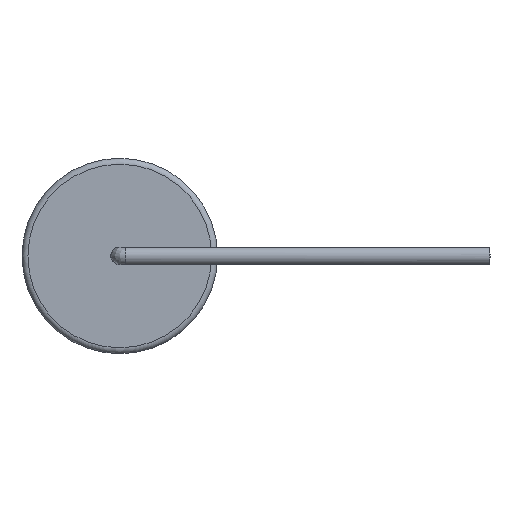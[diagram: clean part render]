
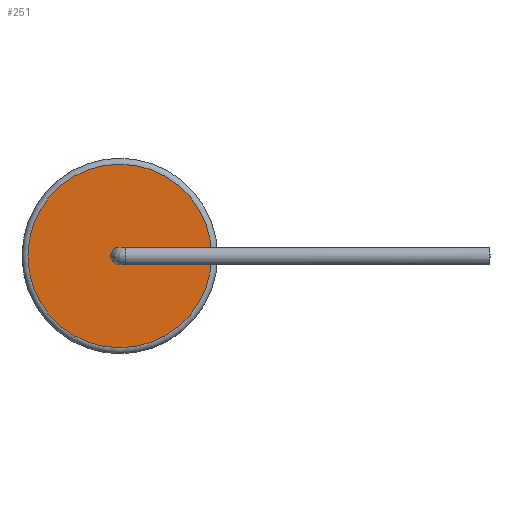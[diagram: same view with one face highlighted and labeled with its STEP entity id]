
A CAD part, left-side view. The second image highlights one B-rep face of the part: STEP entity #251.
In plain terms, the highlighted planar face has unit normal (-1, 0, 0).
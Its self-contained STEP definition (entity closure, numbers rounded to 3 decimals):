
#20=FACE_BOUND('',#66,.T.);
#28=PLANE('',#315);
#45=FACE_OUTER_BOUND('',#65,.T.);
#65=EDGE_LOOP('',(#226));
#66=EDGE_LOOP('',(#227));
#88=CIRCLE('',#284,0.3);
#105=CIRCLE('',#313,3.1);
#112=VERTEX_POINT('',#423);
#128=VERTEX_POINT('',#516);
#137=EDGE_CURVE('',#112,#112,#88,.T.);
#160=EDGE_CURVE('',#128,#128,#105,.T.);
#226=ORIENTED_EDGE('',*,*,#160,.T.);
#227=ORIENTED_EDGE('',*,*,#137,.T.);
#251=ADVANCED_FACE('',(#45,#20),#28,.T.);
#284=AXIS2_PLACEMENT_3D('',#425,#338,#339);
#313=AXIS2_PLACEMENT_3D('',#517,#401,#402);
#315=AXIS2_PLACEMENT_3D('',#519,#405,#406);
#338=DIRECTION('center_axis',(1.,0.,0.));
#339=DIRECTION('ref_axis',(0.,0.,1.));
#401=DIRECTION('center_axis',(-1.,0.,0.));
#402=DIRECTION('ref_axis',(0.,0.,1.));
#405=DIRECTION('center_axis',(-1.,0.,0.));
#406=DIRECTION('ref_axis',(0.,0.,1.));
#423=CARTESIAN_POINT('',(-13.,0.,-0.3));
#425=CARTESIAN_POINT('Origin',(-13.,0.,0.));
#516=CARTESIAN_POINT('',(-13.,0.,-3.1));
#517=CARTESIAN_POINT('Origin',(-13.,0.,0.));
#519=CARTESIAN_POINT('Origin',(-13.,0.,0.));
